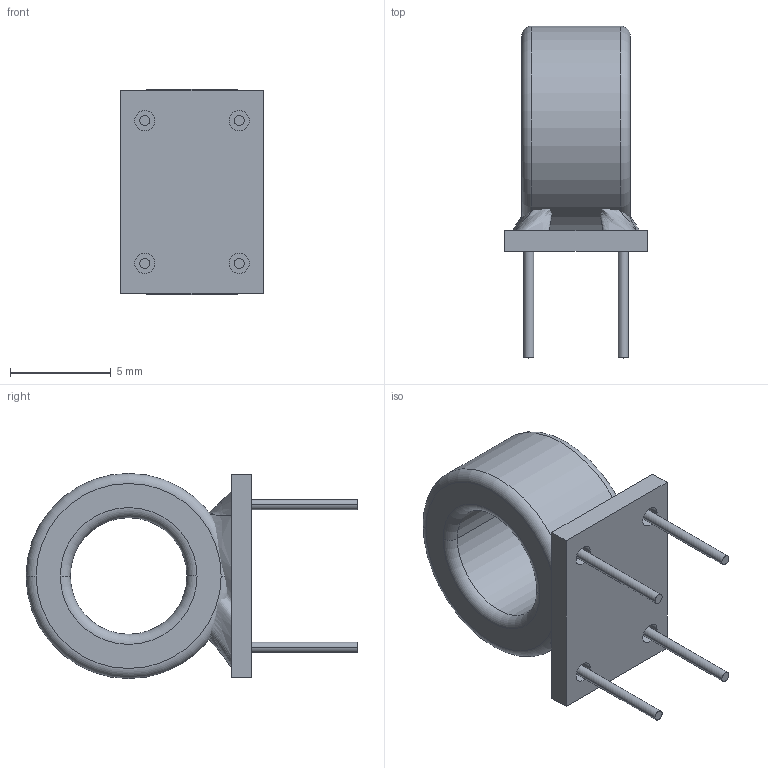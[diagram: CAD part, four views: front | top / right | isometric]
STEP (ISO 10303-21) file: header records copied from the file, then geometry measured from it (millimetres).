
FILE_DESCRIPTION((''),'2;1');
FILE_NAME('PRT0001','2020-12-01T15:39:10',('Administrator'),(''),'CREO PARAMETRIC BY PTC INC, 2020154','CREO PARAMETRIC BY PTC INC, 2020154','');
FILE_SCHEMA(('CONFIG_CONTROL_DESIGN','SHAPE_APPEARANCE_LAYERS_GROUPS'));
Length unit declared in the file: millimetre
Products named in the file (1): PRT0001
Bounding box: 7.1 x 16.5 x 10.2 mm (x, y, z)
Volume: 387.4 mm3; surface area: 669.4 mm2
Topology: 6 solids, 6 shells, 50 faces, 100 edges, 64 vertices
Faces by surface type: cylinder 20, plane 18, torus 8, bspline 4
Entity records: 2527 total; most frequent: CARTESIAN_POINT 1354, DIRECTION 238, ORIENTED_EDGE 200, AXIS2_PLACEMENT_3D 102, EDGE_CURVE 100, VERTEX_POINT 64, EDGE_LOOP 62, CIRCLE 56
